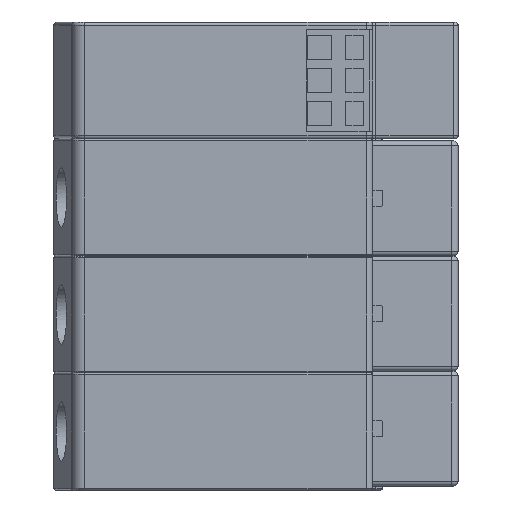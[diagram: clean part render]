
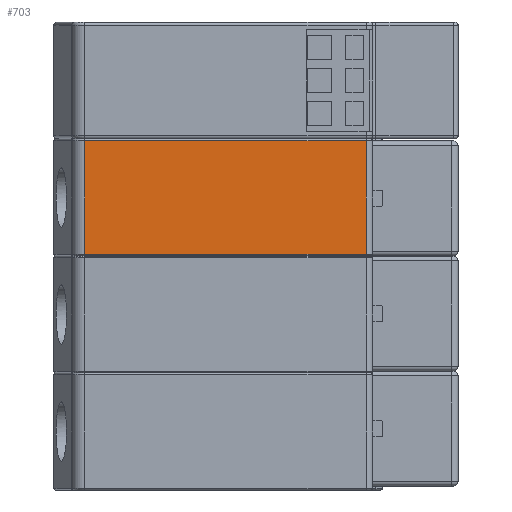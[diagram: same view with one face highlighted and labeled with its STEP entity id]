
A CAD part, front view. The second image highlights one B-rep face of the part: STEP entity #703.
In plain terms, the highlighted planar face has unit normal (0, -1, 0).
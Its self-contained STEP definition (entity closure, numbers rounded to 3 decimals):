
#26 = ORIENTED_EDGE ( 'NONE', *, *, #12573, .T. ) ;
#703 = ADVANCED_FACE ( 'NONE', ( #6558 ), #1371, .F. ) ;
#705 = DIRECTION ( 'NONE',  ( 1., 0., 0. ) ) ;
#1365 = VECTOR ( 'NONE', #4475, 1000. ) ;
#1371 = PLANE ( 'NONE',  #7719 ) ;
#1807 = CARTESIAN_POINT ( 'NONE',  ( 4.678, 0., 0.3 ) ) ;
#2295 = ORIENTED_EDGE ( 'NONE', *, *, #8555, .T. ) ;
#3258 = CARTESIAN_POINT ( 'NONE',  ( 4.678, 0., 0. ) ) ;
#3764 = VERTEX_POINT ( 'NONE', #9014 ) ;
#4068 = VERTEX_POINT ( 'NONE', #1807 ) ;
#4475 = DIRECTION ( 'NONE',  ( 0., 0., -1. ) ) ;
#4934 = EDGE_CURVE ( 'NONE', #7358, #14368, #13613, .T. ) ;
#5303 = CARTESIAN_POINT ( 'NONE',  ( 0., 0., 17.8 ) ) ;
#6273 = VECTOR ( 'NONE', #705, 1000. ) ;
#6543 = LINE ( 'NONE', #7997, #15306 ) ;
#6558 = FACE_OUTER_BOUND ( 'NONE', #14717, .T. ) ;
#7106 = ORIENTED_EDGE ( 'NONE', *, *, #4934, .T. ) ;
#7358 = VERTEX_POINT ( 'NONE', #13083 ) ;
#7701 = DIRECTION ( 'NONE',  ( 0., 0., 1. ) ) ;
#7719 = AXIS2_PLACEMENT_3D ( 'NONE', #5303, #14837, #7701 ) ;
#7807 = CARTESIAN_POINT ( 'NONE',  ( 0., 0., 17.5 ) ) ;
#7889 = CARTESIAN_POINT ( 'NONE',  ( 47.5, 0., 0.3 ) ) ;
#7997 = CARTESIAN_POINT ( 'NONE',  ( 47.5, 0., 17.8 ) ) ;
#8555 = EDGE_CURVE ( 'NONE', #3764, #7358, #6543, .T. ) ;
#9014 = CARTESIAN_POINT ( 'NONE',  ( 47.5, 0., 0.3 ) ) ;
#9181 = DIRECTION ( 'NONE',  ( 0., 0., 1. ) ) ;
#10455 = VECTOR ( 'NONE', #14952, 1000. ) ;
#10909 = LINE ( 'NONE', #3258, #1365 ) ;
#11528 = ORIENTED_EDGE ( 'NONE', *, *, #14077, .T. ) ;
#12573 = EDGE_CURVE ( 'NONE', #14368, #4068, #10909, .T. ) ;
#13072 = CARTESIAN_POINT ( 'NONE',  ( 4.678, 0., 17.5 ) ) ;
#13083 = CARTESIAN_POINT ( 'NONE',  ( 47.5, 0., 17.5 ) ) ;
#13613 = LINE ( 'NONE', #7807, #10455 ) ;
#14077 = EDGE_CURVE ( 'NONE', #4068, #3764, #15418, .T. ) ;
#14368 = VERTEX_POINT ( 'NONE', #13072 ) ;
#14717 = EDGE_LOOP ( 'NONE', ( #26, #11528, #2295, #7106 ) ) ;
#14837 = DIRECTION ( 'NONE',  ( 0., 1., 0. ) ) ;
#14952 = DIRECTION ( 'NONE',  ( -1., 0., 0. ) ) ;
#15306 = VECTOR ( 'NONE', #9181, 1000. ) ;
#15418 = LINE ( 'NONE', #7889, #6273 ) ;
